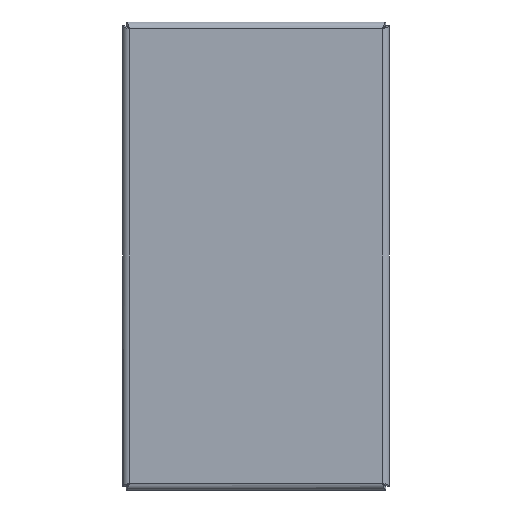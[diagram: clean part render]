
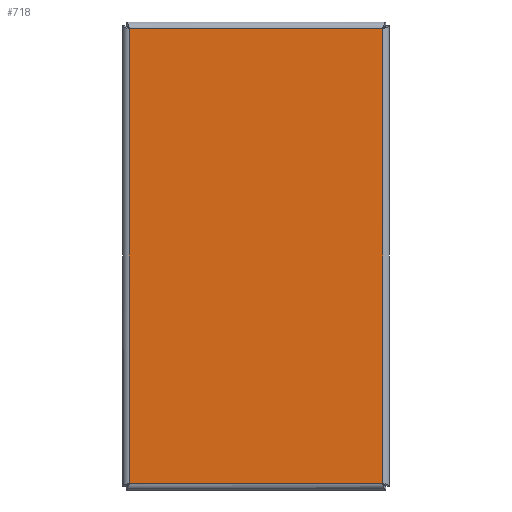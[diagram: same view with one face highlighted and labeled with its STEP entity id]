
A CAD part, front view. The second image highlights one B-rep face of the part: STEP entity #718.
In plain terms, the highlighted planar face has unit normal (0, -1, 0).
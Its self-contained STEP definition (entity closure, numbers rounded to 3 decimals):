
#110=FACE_OUTER_BOUND('',#154,.T.);
#154=EDGE_LOOP('',(#584,#585,#586,#587));
#190=LINE('',#1298,#248);
#196=LINE('',#1364,#254);
#203=LINE('',#1430,#261);
#209=LINE('',#1494,#267);
#248=VECTOR('',#817,10.);
#254=VECTOR('',#829,10.);
#261=VECTOR('',#842,10.);
#267=VECTOR('',#854,10.);
#322=VERTEX_POINT('',#1289);
#323=VERTEX_POINT('',#1297);
#326=VERTEX_POINT('',#1363);
#328=VERTEX_POINT('',#1429);
#389=EDGE_CURVE('',#323,#322,#190,.T.);
#397=EDGE_CURVE('',#326,#323,#196,.T.);
#406=EDGE_CURVE('',#328,#326,#203,.T.);
#414=EDGE_CURVE('',#322,#328,#209,.T.);
#584=ORIENTED_EDGE('',*,*,#389,.T.);
#585=ORIENTED_EDGE('',*,*,#414,.T.);
#586=ORIENTED_EDGE('',*,*,#406,.T.);
#587=ORIENTED_EDGE('',*,*,#397,.T.);
#633=PLANE('',#761);
#718=ADVANCED_FACE('',(#110),#633,.T.);
#761=AXIS2_PLACEMENT_3D('',#1547,#863,#864);
#817=DIRECTION('',(0.,0.,-1.));
#829=DIRECTION('',(-1.,0.,0.));
#842=DIRECTION('',(0.,0.,1.));
#854=DIRECTION('',(1.,0.,0.));
#863=DIRECTION('center_axis',(0.,-1.,0.));
#864=DIRECTION('ref_axis',(0.,0.,
-1.));
#1289=CARTESIAN_POINT('',(-73.,-37.,-131.));
#1297=CARTESIAN_POINT('',(-73.,-37.,131.));
#1298=CARTESIAN_POINT('',(-73.,-37.,65.5));
#1363=CARTESIAN_POINT('',(73.,-37.,131.));
#1364=CARTESIAN_POINT('',(36.5,-37.,131.));
#1429=CARTESIAN_POINT('',(73.,-37.,-131.));
#1430=CARTESIAN_POINT('',(73.,-37.,-65.5));
#1494=CARTESIAN_POINT('',(-36.5,-37.,-131.));
#1547=CARTESIAN_POINT('Origin',(0.,-37.,
0.));
